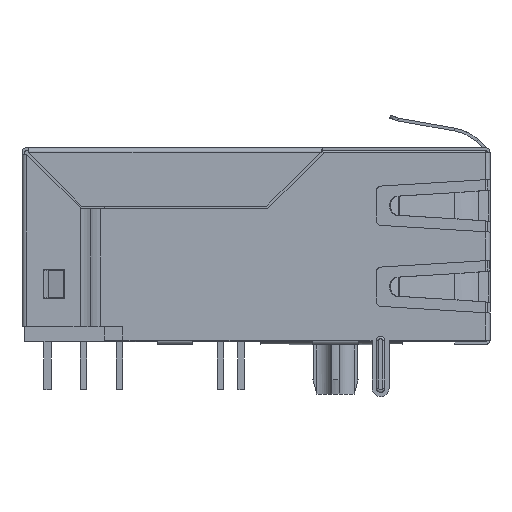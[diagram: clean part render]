
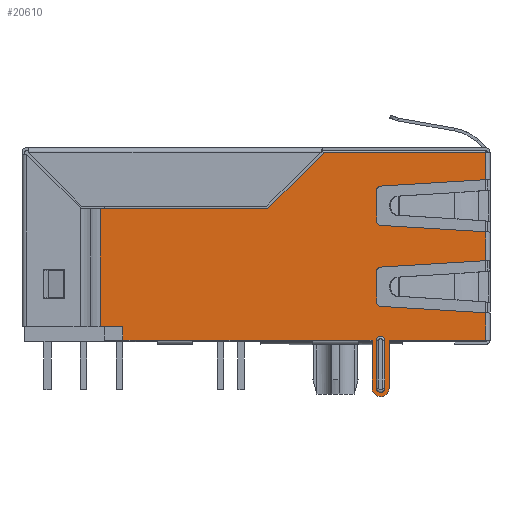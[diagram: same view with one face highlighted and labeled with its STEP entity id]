
A CAD part, left-side view. The second image highlights one B-rep face of the part: STEP entity #20610.
In plain terms, the highlighted face is planar.
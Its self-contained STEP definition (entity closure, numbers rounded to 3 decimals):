
#651=CIRCLE('',#21463,0.3);
#653=CIRCLE('',#21466,0.3);
#655=CIRCLE('',#21476,0.3);
#657=CIRCLE('',#21479,0.3);
#674=CIRCLE('',#21553,0.3);
#675=CIRCLE('',#21554,0.3);
#676=CIRCLE('',#21555,0.6);
#1450=ORIENTED_EDGE('',*,*,#5789,.T.);
#1451=ORIENTED_EDGE('',*,*,#5790,.F.);
#1452=ORIENTED_EDGE('',*,*,#5791,.T.);
#1453=ORIENTED_EDGE('',*,*,#5792,.F.);
#1454=ORIENTED_EDGE('',*,*,#5560,.T.);
#1455=ORIENTED_EDGE('',*,*,#5565,.F.);
#1456=ORIENTED_EDGE('',*,*,#5549,.T.);
#1457=ORIENTED_EDGE('',*,*,#5567,.F.);
#1458=ORIENTED_EDGE('',*,*,#5556,.T.);
#1459=ORIENTED_EDGE('',*,*,#5793,.T.);
#1460=ORIENTED_EDGE('',*,*,#5418,.T.);
#1461=ORIENTED_EDGE('',*,*,#5425,.T.);
#1462=ORIENTED_EDGE('',*,*,#5434,.T.);
#1463=ORIENTED_EDGE('',*,*,#5794,.T.);
#1464=ORIENTED_EDGE('',*,*,#5461,.T.);
#1465=ORIENTED_EDGE('',*,*,#5458,.T.);
#1466=ORIENTED_EDGE('',*,*,#5407,.T.);
#1467=ORIENTED_EDGE('',*,*,#5795,.T.);
#1468=ORIENTED_EDGE('',*,*,#5399,.T.);
#1469=ORIENTED_EDGE('',*,*,#5796,.T.);
#1470=ORIENTED_EDGE('',*,*,#5403,.T.);
#1471=ORIENTED_EDGE('',*,*,#5797,.F.);
#1472=ORIENTED_EDGE('',*,*,#5798,.F.);
#1473=ORIENTED_EDGE('',*,*,#5799,.F.);
#1474=ORIENTED_EDGE('',*,*,#5415,.T.);
#1475=ORIENTED_EDGE('',*,*,#5800,.T.);
#1476=ORIENTED_EDGE('',*,*,#5531,.T.);
#1477=ORIENTED_EDGE('',*,*,#5545,.F.);
#1478=ORIENTED_EDGE('',*,*,#5527,.T.);
#1479=ORIENTED_EDGE('',*,*,#5543,.F.);
#1480=ORIENTED_EDGE('',*,*,#5541,.T.);
#1481=ORIENTED_EDGE('',*,*,#5801,.T.);
#5399=EDGE_CURVE('',#7612,#7611,#9002,.T.);
#5403=EDGE_CURVE('',#7616,#7615,#9006,.T.);
#5407=EDGE_CURVE('',#7620,#7619,#9010,.T.);
#5415=EDGE_CURVE('',#7622,#7627,#9015,.T.);
#5418=EDGE_CURVE('',#7631,#7630,#9018,.T.);
#5425=EDGE_CURVE('',#7630,#7636,#9022,.T.);
#5434=EDGE_CURVE('',#7636,#7644,#9027,.T.);
#5458=EDGE_CURVE('',#7662,#7620,#9044,.T.);
#5461=EDGE_CURVE('',#7665,#7662,#9047,.T.);
#5527=EDGE_CURVE('',#7719,#7721,#9092,.T.);
#5531=EDGE_CURVE('',#7726,#7725,#9095,.T.);
#5541=EDGE_CURVE('',#7730,#7735,#9102,.T.);
#5543=EDGE_CURVE('',#7730,#7721,#651,.T.);
#5545=EDGE_CURVE('',#7719,#7725,#653,.T.);
#5549=EDGE_CURVE('',#7737,#7739,#9106,.T.);
#5556=EDGE_CURVE('',#7741,#7746,#9111,.T.);
#5560=EDGE_CURVE('',#7751,#7750,#9114,.T.);
#5565=EDGE_CURVE('',#7737,#7750,#655,.T.);
#5567=EDGE_CURVE('',#7741,#7739,#657,.T.);
#5789=EDGE_CURVE('',#7933,#7934,#9295,.T.);
#5790=EDGE_CURVE('',#7935,#7934,#674,.T.);
#5791=EDGE_CURVE('',#7935,#7936,#9296,.T.);
#5792=EDGE_CURVE('',#7933,#7936,#675,.T.);
#5793=EDGE_CURVE('',#7746,#7631,#9297,.T.);
#5794=EDGE_CURVE('',#7644,#7665,#9298,.T.);
#5795=EDGE_CURVE('',#7619,#7612,#9299,.T.);
#5796=EDGE_CURVE('',#7611,#7616,#9300,.T.);
#5797=EDGE_CURVE('',#7937,#7615,#9301,.T.);
#5798=EDGE_CURVE('',#7938,#7937,#676,.T.);
#5799=EDGE_CURVE('',#7622,#7938,#9302,.T.);
#5800=EDGE_CURVE('',#7627,#7726,#9303,.T.);
#5801=EDGE_CURVE('',#7735,#7751,#9304,.T.);
#7611=VERTEX_POINT('',#26561);
#7612=VERTEX_POINT('',#26563);
#7615=VERTEX_POINT('',#26570);
#7616=VERTEX_POINT('',#26572);
#7619=VERTEX_POINT('',#26579);
#7620=VERTEX_POINT('',#26581);
#7622=VERTEX_POINT('',#26586);
#7627=VERTEX_POINT('',#26599);
#7630=VERTEX_POINT('',#26606);
#7631=VERTEX_POINT('',#26608);
#7636=VERTEX_POINT('',#26623);
#7644=VERTEX_POINT('',#26641);
#7662=VERTEX_POINT('',#26689);
#7665=VERTEX_POINT('',#26698);
#7719=VERTEX_POINT('',#26831);
#7721=VERTEX_POINT('',#26835);
#7725=VERTEX_POINT('',#26844);
#7726=VERTEX_POINT('',#26846);
#7730=VERTEX_POINT('',#26855);
#7735=VERTEX_POINT('',#26865);
#7737=VERTEX_POINT('',#26876);
#7739=VERTEX_POINT('',#26880);
#7741=VERTEX_POINT('',#26885);
#7746=VERTEX_POINT('',#26895);
#7750=VERTEX_POINT('',#26904);
#7751=VERTEX_POINT('',#26906);
#7933=VERTEX_POINT('',#27473);
#7934=VERTEX_POINT('',#27474);
#7935=VERTEX_POINT('',#27476);
#7936=VERTEX_POINT('',#27478);
#7937=VERTEX_POINT('',#27485);
#7938=VERTEX_POINT('',#27487);
#9002=LINE('',#26562,#10575);
#9006=LINE('',#26571,#10579);
#9010=LINE('',#26580,#10583);
#9015=LINE('',#26600,#10588);
#9018=LINE('',#26607,#10591);
#9022=LINE('',#26624,#10595);
#9027=LINE('',#26642,#10600);
#9044=LINE('',#26692,#10617);
#9047=LINE('',#26697,#10620);
#9092=LINE('',#26836,#10665);
#9095=LINE('',#26845,#10668);
#9102=LINE('',#26866,#10675);
#9106=LINE('',#26881,#10679);
#9111=LINE('',#26896,#10684);
#9114=LINE('',#26905,#10687);
#9295=LINE('',#27472,#10868);
#9296=LINE('',#27477,#10869);
#9297=LINE('',#27480,#10870);
#9298=LINE('',#27481,#10871);
#9299=LINE('',#27482,#10872);
#9300=LINE('',#27483,#10873);
#9301=LINE('',#27484,#10874);
#9302=LINE('',#27488,#10875);
#9303=LINE('',#27489,#10876);
#9304=LINE('',#27490,#10877);
#10575=VECTOR('',#22616,1000.);
#10579=VECTOR('',#22622,1000.);
#10583=VECTOR('',#22628,1000.);
#10588=VECTOR('',#22639,1000.);
#10591=VECTOR('',#22644,1000.);
#10595=VECTOR('',#22654,1000.);
#10600=VECTOR('',#22669,1000.);
#10617=VECTOR('',#22706,1000.);
#10620=VECTOR('',#22711,1000.);
#10665=VECTOR('',#22822,1000.);
#10668=VECTOR('',#22829,1000.);
#10675=VECTOR('',#22844,1000.);
#10679=VECTOR('',#22862,1000.);
#10684=VECTOR('',#22873,1000.);
#10687=VECTOR('',#22880,1000.);
#10868=VECTOR('',#23221,1000.);
#10869=VECTOR('',#23224,1000.);
#10870=VECTOR('',#23227,1000.);
#10871=VECTOR('',#23228,1000.);
#10872=VECTOR('',#23229,1000.);
#10873=VECTOR('',#23230,1000.);
#10874=VECTOR('',#23231,1000.);
#10875=VECTOR('',#23234,1000.);
#10876=VECTOR('',#23235,1000.);
#10877=VECTOR('',#23236,1000.);
#12195=EDGE_LOOP('',(#1450,#1451,#1452,#1453));
#12196=EDGE_LOOP('',(#1454,#1455,#1456,#1457,#1458,#1459,#1460,#1461,#1462,
#1463,#1464,#1465,#1466,#1467,#1468,#1469,#1470,#1471,#1472,#1473,#1474,
#1475,#1476,#1477,#1478,#1479,#1480,#1481));
#13111=FACE_BOUND('',#12195,.T.);
#13112=FACE_BOUND('',#12196,.T.);
#14009=PLANE('',#21552);
#20610=ADVANCED_FACE('',(#13111,#13112),#14009,.T.);
#21463=AXIS2_PLACEMENT_3D('',#26869,#22849,#22850);
#21466=AXIS2_PLACEMENT_3D('',#26872,#22855,#22856);
#21476=AXIS2_PLACEMENT_3D('',#26914,#22889,#22890);
#21479=AXIS2_PLACEMENT_3D('',#26917,#22895,#22896);
#21552=AXIS2_PLACEMENT_3D('',#27471,#23219,#23220);
#21553=AXIS2_PLACEMENT_3D('',#27475,#23222,#23223);
#21554=AXIS2_PLACEMENT_3D('',#27479,#23225,#23226);
#21555=AXIS2_PLACEMENT_3D('',#27486,#23232,#23233);
#22616=DIRECTION('',(0.,-1.,0.));
#22622=DIRECTION('',(0.,-1.,0.));
#22628=DIRECTION('',(0.,-1.,0.));
#22639=DIRECTION('',(0.,-1.,0.));
#22644=DIRECTION('',(0.,1.,0.));
#22654=DIRECTION('',(0.,0.707,0.707));
#22669=DIRECTION('',(0.,1.,0.));
#22706=DIRECTION('',(0.,0.,1.));
#22711=DIRECTION('',(0.,-1.,0.));
#22822=DIRECTION('',(0.,0.,-1.));
#22829=DIRECTION('',(0.,0.998,-0.061));
#22844=DIRECTION('',(0.,-0.998,-0.061));
#22849=DIRECTION('',(1.,0.,0.));
#22850=DIRECTION('',(0.,1.,0.));
#22855=DIRECTION('',(1.,0.,0.));
#22856=DIRECTION('',(0.,1.,0.));
#22862=DIRECTION('',(0.,0.,-1.));
#22873=DIRECTION('',(0.,-0.998,-0.061));
#22880=DIRECTION('',(0.,0.998,-0.061));
#22889=DIRECTION('',(1.,0.,0.));
#22890=DIRECTION('',(0.,1.,0.));
#22895=DIRECTION('',(1.,0.,0.));
#22896=DIRECTION('',(0.,1.,0.));
#23219=DIRECTION('',(1.,0.,0.));
#23220=DIRECTION('',(0.,1.,0.));
#23221=DIRECTION('',(0.,0.,-1.));
#23222=DIRECTION('',(1.,0.,0.));
#23223=DIRECTION('',(0.,1.,0.));
#23224=DIRECTION('',(0.,0.,1.));
#23225=DIRECTION('',(1.,0.,0.));
#23226=DIRECTION('',(0.,1.,0.));
#23227=DIRECTION('',(0.,0.,-1.));
#23228=DIRECTION('',(0.,0.,1.));
#23229=DIRECTION('',(0.,-1.,0.));
#23230=DIRECTION('',(0.,-1.,0.));
#23231=DIRECTION('',(0.,0.,-1.));
#23232=DIRECTION('',(-1.,0.,0.));
#23233=DIRECTION('',(0.,-1.,0.));
#23234=DIRECTION('',(0.,0.,1.));
#23235=DIRECTION('',(0.,0.,-1.));
#23236=DIRECTION('',(0.,0.,-1.));
#26561=CARTESIAN_POINT('',(8.5,-3.985,6.635));
#26562=CARTESIAN_POINT('',(8.5,-16.34,6.635));
#26563=CARTESIAN_POINT('',(8.5,4.46,6.635));
#26570=CARTESIAN_POINT('',(8.5,-8.19,6.635));
#26571=CARTESIAN_POINT('',(8.5,-16.34,6.635));
#26572=CARTESIAN_POINT('',(8.5,-7.235,6.635));
#26579=CARTESIAN_POINT('',(8.5,6.96,6.635));
#26580=CARTESIAN_POINT('',(8.5,-16.34,6.635));
#26581=CARTESIAN_POINT('',(8.5,9.39,6.635));
#26586=CARTESIAN_POINT('',(8.5,-9.39,6.635));
#26599=CARTESIAN_POINT('',(8.5,-16.21,6.635));
#26600=CARTESIAN_POINT('',(8.5,-16.34,6.635));
#26606=CARTESIAN_POINT('',(8.5,-4.82,-6.635));
#26607=CARTESIAN_POINT('',(8.5,-16.34,-6.635));
#26608=CARTESIAN_POINT('',(8.5,-16.21,-6.635));
#26623=CARTESIAN_POINT('',(8.5,-0.836,-2.651));
#26624=CARTESIAN_POINT('',(8.5,-4.82,-6.635));
#26641=CARTESIAN_POINT('',(8.5,10.99,-2.651));
#26642=CARTESIAN_POINT('',(8.5,-0.836,-2.651));
#26689=CARTESIAN_POINT('',(8.5,9.39,5.665));
#26692=CARTESIAN_POINT('',(8.5,9.39,6.635));
#26697=CARTESIAN_POINT('',(8.5,-16.34,5.665));
#26698=CARTESIAN_POINT('',(8.5,10.99,5.665));
#26831=CARTESIAN_POINT('',(8.5,-8.51,3.943));
#26835=CARTESIAN_POINT('',(8.5,-8.51,1.772));
#26836=CARTESIAN_POINT('',(8.5,-8.51,4.226));
#26844=CARTESIAN_POINT('',(8.5,-8.792,4.243));
#26845=CARTESIAN_POINT('',(8.5,-16.51,4.715));
#26846=CARTESIAN_POINT('',(8.5,-16.21,4.697));
#26855=CARTESIAN_POINT('',(8.5,-8.792,1.472));
#26865=CARTESIAN_POINT('',(8.5,-16.21,1.018));
#26866=CARTESIAN_POINT('',(8.5,-8.51,1.489));
#26869=CARTESIAN_POINT('',(8.5,-8.81,1.772));
#26872=CARTESIAN_POINT('',(8.5,-8.81,3.943));
#26876=CARTESIAN_POINT('',(8.5,-8.51,-1.772));
#26880=CARTESIAN_POINT('',(8.5,-8.51,-3.943));
#26881=CARTESIAN_POINT('',(8.5,-8.51,-1.489));
#26885=CARTESIAN_POINT('',(8.5,-8.792,-4.243));
#26895=CARTESIAN_POINT('',(8.5,-16.21,-4.697));
#26896=CARTESIAN_POINT('',(8.5,-8.51,-4.226));
#26904=CARTESIAN_POINT('',(8.5,-8.792,-1.472));
#26905=CARTESIAN_POINT('',(8.5,-16.51,-1.));
#26906=CARTESIAN_POINT('',(8.5,-16.21,-1.018));
#26914=CARTESIAN_POINT('',(8.5,-8.81,-1.772));
#26917=CARTESIAN_POINT('',(8.5,-8.81,-3.943));
#27471=CARTESIAN_POINT('',(8.5,-16.34,6.635));
#27472=CARTESIAN_POINT('',(8.5,-8.49,6.635));
#27473=CARTESIAN_POINT('',(8.5,-8.49,10.015));
#27474=CARTESIAN_POINT('',(8.5,-8.49,6.635));
#27475=CARTESIAN_POINT('',(8.5,-8.79,6.635));
#27476=CARTESIAN_POINT('',(8.5,-9.09,6.635));
#27477=CARTESIAN_POINT('',(8.5,-9.09,6.635));
#27478=CARTESIAN_POINT('',(8.5,-9.09,10.015));
#27479=CARTESIAN_POINT('',(8.5,-8.79,10.015));
#27480=CARTESIAN_POINT('',(8.5,-16.21,6.635));
#27481=CARTESIAN_POINT('',(8.5,10.99,-2.651));
#27482=CARTESIAN_POINT('',(8.5,6.96,6.635));
#27483=CARTESIAN_POINT('',(8.5,-3.985,6.635));
#27484=CARTESIAN_POINT('',(8.5,-8.19,10.015));
#27485=CARTESIAN_POINT('',(8.5,-8.19,10.015));
#27486=CARTESIAN_POINT('',(8.5,-8.79,10.015));
#27487=CARTESIAN_POINT('',(8.5,-9.39,10.015));
#27488=CARTESIAN_POINT('',(8.5,-9.39,6.635));
#27489=CARTESIAN_POINT('',(8.5,-16.21,6.635));
#27490=CARTESIAN_POINT('',(8.5,-16.21,6.635));
